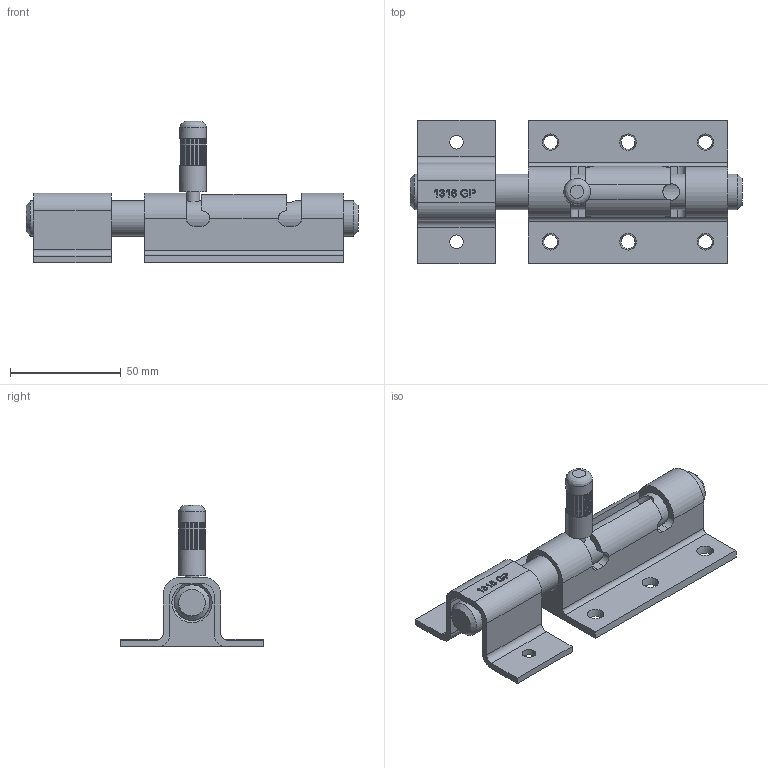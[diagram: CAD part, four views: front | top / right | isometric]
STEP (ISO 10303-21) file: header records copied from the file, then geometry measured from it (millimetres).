
FILE_DESCRIPTION(/* description */ (''),/* implementation_level */ '2;1');
FILE_NAME(/* name */ '1316B.stp',/* time_stamp */ '2017-06-30T13:32:59+02:00',/* author */ ('Giuliano'),/* organization */ (''),/* preprocessor_version */ 'ST-DEVELOPER v16.5',/* originating_system */ 'Autodesk Inventor 2017',/* authorisation */ '');
FILE_SCHEMA (('AUTOMOTIVE_DESIGN { 1 0 10303 214 3 1 1 }'));
Length unit declared in the file: millimetre
Products named in the file (1): Pièce2
Bounding box: 150 x 65 x 64 mm (x, y, z)
Volume: 86989.8 mm3; surface area: 40750.4 mm2
Topology: 3 solids, 3 shells, 234 faces, 645 edges, 428 vertices
Faces by surface type: plane 145, bspline 42, cylinder 37, cone 10
Full cylindrical faces by diameter (mm): 6 x1, 6.2 x2, 7.5 x1, 12 x2, 16 x1, 16.2 x1
Entity records: 7934 total; most frequent: CARTESIAN_POINT 2049, ORIENTED_EDGE 1230, DIRECTION 982, EDGE_CURVE 614, LINE 434, VECTOR 434, VERTEX_POINT 417, EDGE_LOOP 286
